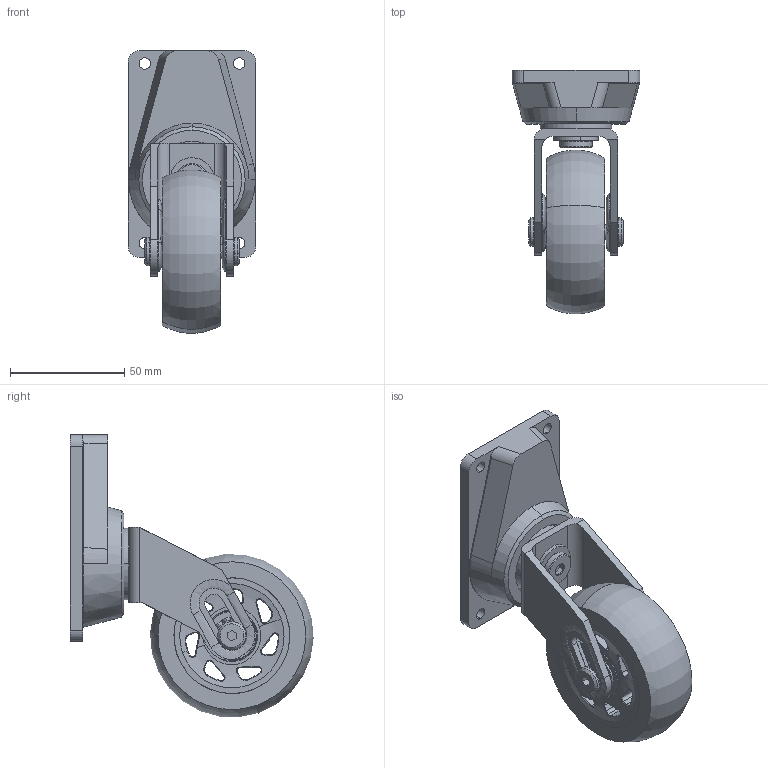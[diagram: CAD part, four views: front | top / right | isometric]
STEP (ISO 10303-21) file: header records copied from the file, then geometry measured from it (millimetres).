
FILE_DESCRIPTION (( 'STEP AP214' ), '1' );
FILE_NAME ('Freebord 5 5X Castor full ASM.STEP', '2023-03-17T11:27:09', ( '' ), ( '' ), 'SwSTEP 2.0', 'SolidWorks 2019', '' );
FILE_SCHEMA (( 'AUTOMOTIVE_DESIGN' ));
Length unit declared in the file: millimetre
Products named in the file (20): 72mm boro thane; FB5 Castor CAM; 608 Bearing_1.step; FB5 Castor 6203-2rs BALL BEARING_5972K44; Freebord Sex Bolt M; FB5 Castor bolt washer; 608 Bearing.step; Freebord Boro 72mm; 608; FB5 Castor Load plate; FB5 Castor CAM SHUTTLE; Rim.step; Freebord 5 5X Castor full ASM; roller wheel core; FB5 Castor Frame; FB5 Castor base; FB5 Castor pivot spacer disc; Urithane.step; Freebord Sex Bolt F; FB5 Castor bolt .375-16 1in 90357A027_90357A027
Assembly tree (19 placements, depth 5):
  Freebord 5 5X Castor full ASM
    FB5 Castor base
    FB5 Castor 6203-2rs BALL BEARING_5972K44
    FB5 Castor bolt .375-16 1in 90357A027_90357A027
    FB5 Castor bolt washer
    FB5 Castor CAM
    FB5 Castor CAM SHUTTLE
    FB5 Castor Frame
    FB5 Castor Load plate
    FB5 Castor pivot spacer disc
    Freebord Boro 72mm
      roller wheel core
        608 Bearing.step
          608
        608 Bearing_1.step
          608
        Rim.step
      72mm boro thane
    Freebord Sex Bolt F
    Freebord Sex Bolt M
  Urithane.step
Bounding box: 56 x 106.62 x 123.76 mm (x, y, z)
Volume: 171255.8 mm3; surface area: 82287.1 mm2
Topology: 56 solids, 56 shells, 754 faces, 1939 edges, 1242 vertices
Faces by surface type: cylinder 312, plane 172, bspline 102, sphere 72, cone 56, torus 40
Entity records: 32185 total; most frequent: CARTESIAN_POINT 15725, ORIENTED_EDGE 3350, DIRECTION 2831, EDGE_CURVE 1675, AXIS2_PLACEMENT_3D 1109, VERTEX_POINT 1076, EDGE_LOOP 769, FACE_OUTER_BOUND 700
